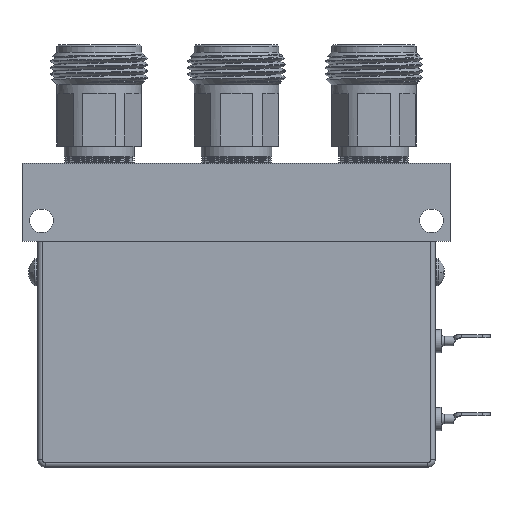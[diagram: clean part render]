
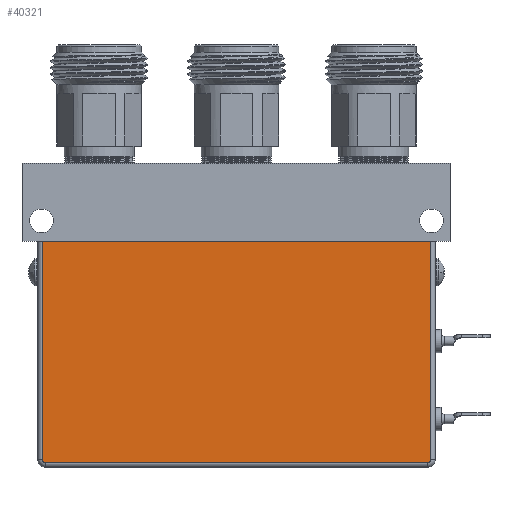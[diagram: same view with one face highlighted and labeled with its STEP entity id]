
A CAD part, front view. The second image highlights one B-rep face of the part: STEP entity #40321.
In plain terms, the highlighted planar face has unit normal (0, -1, 0).
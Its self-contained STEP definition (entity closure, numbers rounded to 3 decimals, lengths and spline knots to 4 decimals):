
#198 = DIRECTION ( 'NONE',  ( 0., -1., 0. ) ) ;
#383 = VERTEX_POINT ( 'NONE', #54005 ) ;
#1794 = CIRCLE ( 'NONE', #16782, 0.02 ) ;
#3532 = DIRECTION ( 'NONE',  ( 0., -1., 0. ) ) ;
#5016 = VECTOR ( 'NONE', #20762, 39.3701 ) ;
#5120 = EDGE_CURVE ( 'NONE', #22513, #30551, #34143, .T. ) ;
#6335 = LINE ( 'NONE', #16460, #5016 ) ;
#10909 = DIRECTION ( 'NONE',  ( 0., 0., -1. ) ) ;
#11506 = LINE ( 'NONE', #31554, #38785 ) ;
#11633 = CARTESIAN_POINT ( 'NONE',  ( -1.225, -0.45, -0.945 ) ) ;
#11702 = PLANE ( 'NONE',  #17834 ) ;
#13489 = ORIENTED_EDGE ( 'NONE', *, *, #5120, .T. ) ;
#15573 = VERTEX_POINT ( 'NONE', #11633 ) ;
#16460 = CARTESIAN_POINT ( 'NONE',  ( 1.225, -0.45, -0.945 ) ) ;
#16782 = AXIS2_PLACEMENT_3D ( 'NONE', #50908, #198, #33985 ) ;
#17834 = AXIS2_PLACEMENT_3D ( 'NONE', #54246, #3532, #49947 ) ;
#17918 = EDGE_CURVE ( 'NONE', #44507, #30551, #47319, .T. ) ;
#19498 = CIRCLE ( 'NONE', #43414, 0.02 ) ;
#20762 = DIRECTION ( 'NONE',  ( 1., 0., 0. ) ) ;
#21311 = ORIENTED_EDGE ( 'NONE', *, *, #28282, .T. ) ;
#22513 = VERTEX_POINT ( 'NONE', #31855 ) ;
#24219 = FACE_OUTER_BOUND ( 'NONE', #41307, .T. ) ;
#25546 = EDGE_CURVE ( 'NONE', #383, #15573, #1794, .T. ) ;
#27735 = CARTESIAN_POINT ( 'NONE',  ( 1.245, -0.45, 0.475 ) ) ;
#28092 = ORIENTED_EDGE ( 'NONE', *, *, #17918, .F. ) ;
#28282 = EDGE_CURVE ( 'NONE', #15573, #38458, #6335, .T. ) ;
#28847 = VECTOR ( 'NONE', #36443, 39.3701 ) ;
#30551 = VERTEX_POINT ( 'NONE', #27735 ) ;
#31554 = CARTESIAN_POINT ( 'NONE',  ( -1.245, -0.45, -0.925 ) ) ;
#31855 = CARTESIAN_POINT ( 'NONE',  ( 1.245, -0.45, -0.925 ) ) ;
#32232 = CARTESIAN_POINT ( 'NONE',  ( 1.245, -0.45, 0.475 ) ) ;
#33626 = ORIENTED_EDGE ( 'NONE', *, *, #25546, .T. ) ;
#33985 = DIRECTION ( 'NONE',  ( 0., 0., -1. ) ) ;
#34143 = LINE ( 'NONE', #32232, #28847 ) ;
#34585 = ORIENTED_EDGE ( 'NONE', *, *, #35270, .T. ) ;
#35036 = EDGE_CURVE ( 'NONE', #44507, #383, #11506, .T. ) ;
#35270 = EDGE_CURVE ( 'NONE', #38458, #22513, #19498, .T. ) ;
#36393 = DIRECTION ( 'NONE',  ( 1., 0., 0. ) ) ;
#36443 = DIRECTION ( 'NONE',  ( 0., 0., 1. ) ) ;
#38160 = DIRECTION ( 'NONE',  ( 0., 0., -1. ) ) ;
#38458 = VERTEX_POINT ( 'NONE', #42397 ) ;
#38785 = VECTOR ( 'NONE', #10909, 39.3701 ) ;
#40321 = ADVANCED_FACE ( 'NONE', ( #24219 ), #11702, .T. ) ;
#41307 = EDGE_LOOP ( 'NONE', ( #28092, #47284, #33626, #21311, #34585, #13489 ) ) ;
#42397 = CARTESIAN_POINT ( 'NONE',  ( 1.225, -0.45, -0.945 ) ) ;
#43414 = AXIS2_PLACEMENT_3D ( 'NONE', #46573, #54740, #38160 ) ;
#44507 = VERTEX_POINT ( 'NONE', #47055 ) ;
#46573 = CARTESIAN_POINT ( 'NONE',  ( 1.225, -0.45, -0.925 ) ) ;
#47055 = CARTESIAN_POINT ( 'NONE',  ( -1.245, -0.45, 0.475 ) ) ;
#47284 = ORIENTED_EDGE ( 'NONE', *, *, #35036, .T. ) ;
#47319 = LINE ( 'NONE', #49270, #50576 ) ;
#49270 = CARTESIAN_POINT ( 'NONE',  ( 0., -0.45, 0.475 ) ) ;
#49947 = DIRECTION ( 'NONE',  ( 0., 0., -1. ) ) ;
#50576 = VECTOR ( 'NONE', #36393, 39.3701 ) ;
#50908 = CARTESIAN_POINT ( 'NONE',  ( -1.225, -0.45, -0.925 ) ) ;
#54005 = CARTESIAN_POINT ( 'NONE',  ( -1.245, -0.45, -0.925 ) ) ;
#54246 = CARTESIAN_POINT ( 'NONE',  ( 0., -0.45, 0. ) ) ;
#54740 = DIRECTION ( 'NONE',  ( 0., -1., 0. ) ) ;
